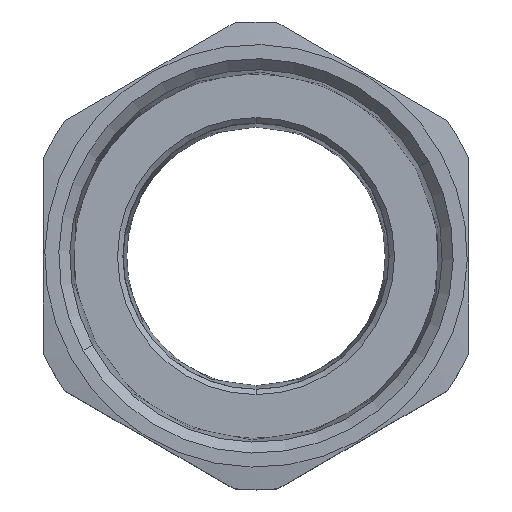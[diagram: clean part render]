
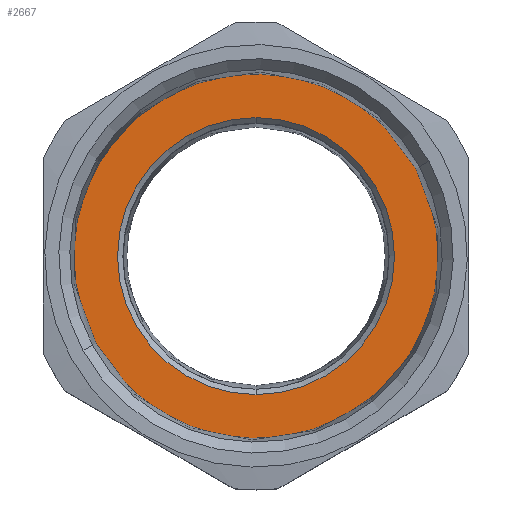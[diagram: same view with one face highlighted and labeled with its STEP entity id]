
A CAD part, top view. The second image highlights one B-rep face of the part: STEP entity #2667.
In plain terms, the highlighted planar face has unit normal (0, 0, 1).
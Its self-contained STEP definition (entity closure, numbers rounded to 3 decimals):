
#2411=AXIS2_PLACEMENT_3D('Circle Axis2P3D',#2409,#2410,$) ;
#2435=AXIS2_PLACEMENT_3D('Circle Axis2P3D',#2433,#2434,$) ;
#2643=AXIS2_PLACEMENT_3D('Plane Axis2P3D',#2640,#2641,#2642) ;
#2651=AXIS2_PLACEMENT_3D('Circle Axis2P3D',#2649,#2650,$) ;
#2660=AXIS2_PLACEMENT_3D('Circle Axis2P3D',#2658,#2659,$) ;
#2406=CARTESIAN_POINT('Vertex',(9.906,27.56,59.75)) ;
#2409=CARTESIAN_POINT('Axis2P3D Location',(40.,44.,59.75)) ;
#2413=CARTESIAN_POINT('Vertex',(70.094,60.44,59.75)) ;
#2433=CARTESIAN_POINT('Axis2P3D Location',(40.,44.,59.75)) ;
#2640=CARTESIAN_POINT('Axis2P3D Location',(74.292,44.,59.75)) ;
#2649=CARTESIAN_POINT('Axis2P3D Location',(40.,44.,59.75)) ;
#2653=CARTESIAN_POINT('Vertex',(40.,70.05,59.75)) ;
#2655=CARTESIAN_POINT('Vertex',(40.,17.95,59.75)) ;
#2658=CARTESIAN_POINT('Axis2P3D Location',(40.,44.,59.75)) ;
#2410=DIRECTION('Axis2P3D Direction',(0.,0.,1.)) ;
#2434=DIRECTION('Axis2P3D Direction',(0.,0.,1.)) ;
#2641=DIRECTION('Axis2P3D Direction',(0.,0.,1.)) ;
#2642=DIRECTION('Axis2P3D XDirection',(0.,1.,0.)) ;
#2650=DIRECTION('Axis2P3D Direction',(0.,0.,1.)) ;
#2659=DIRECTION('Axis2P3D Direction',(0.,0.,1.)) ;
#2646=ORIENTED_EDGE('',*,*,#2437,.T.) ;
#2647=ORIENTED_EDGE('',*,*,#2415,.T.) ;
#2664=ORIENTED_EDGE('',*,*,#2657,.F.) ;
#2665=ORIENTED_EDGE('',*,*,#2662,.F.) ;
#2666=FACE_BOUND('',#2663,.T.) ;
#2667=ADVANCED_FACE('Body',(#2648,#2666),#2644,.T.) ;
#2412=CIRCLE('generated circle',#2411,34.292) ;
#2436=CIRCLE('generated circle',#2435,34.292) ;
#2652=CIRCLE('generated circle',#2651,26.05) ;
#2661=CIRCLE('generated circle',#2660,26.05) ;
#2415=EDGE_CURVE('',#2414,#2407,#2412,.T.) ;
#2437=EDGE_CURVE('',#2407,#2414,#2436,.T.) ;
#2657=EDGE_CURVE('',#2654,#2656,#2652,.T.) ;
#2662=EDGE_CURVE('',#2656,#2654,#2661,.T.) ;
#2645=EDGE_LOOP('',(#2646,#2647)) ;
#2663=EDGE_LOOP('',(#2664,#2665)) ;
#2648=FACE_OUTER_BOUND('',#2645,.T.) ;
#2644=PLANE('',#2643) ;
#2407=VERTEX_POINT('',#2406) ;
#2414=VERTEX_POINT('',#2413) ;
#2654=VERTEX_POINT('',#2653) ;
#2656=VERTEX_POINT('',#2655) ;
